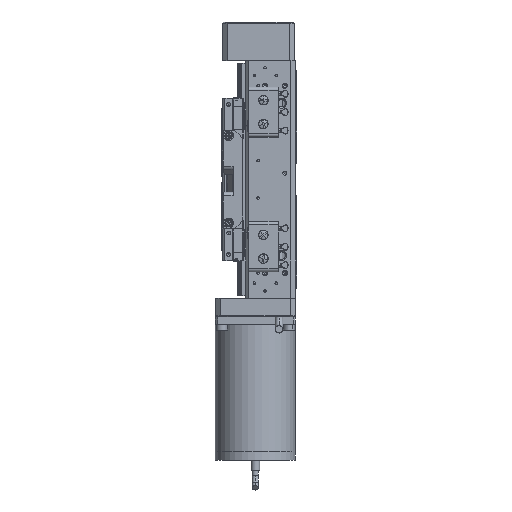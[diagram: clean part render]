
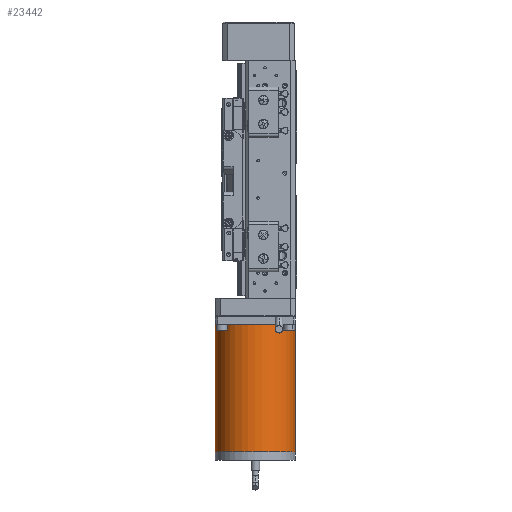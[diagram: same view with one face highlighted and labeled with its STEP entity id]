
A CAD part, left-side view. The second image highlights one B-rep face of the part: STEP entity #23442.
In plain terms, the highlighted cylindrical face has radius 16 mm (diameter 32 mm), a partial arc.
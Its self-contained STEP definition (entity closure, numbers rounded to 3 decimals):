
#260 = AXIS2_PLACEMENT_3D ( 'NONE', #38241, #52230, #43638 ) ;
#3132 = VERTEX_POINT ( 'NONE', #50105 ) ;
#3737 = VERTEX_POINT ( 'NONE', #10405 ) ;
#6170 = CARTESIAN_POINT ( 'NONE',  ( 0., 16., -3. ) ) ;
#8148 = CYLINDRICAL_SURFACE ( 'NONE', #260, 16. ) ;
#8561 = DIRECTION ( 'NONE',  ( 1., 0., 0. ) ) ;
#10405 = CARTESIAN_POINT ( 'NONE',  ( 16., 0., -53.99 ) ) ;
#11311 = CARTESIAN_POINT ( 'NONE',  ( 16., 0., -3. ) ) ;
#11690 = DIRECTION ( 'NONE',  ( 1., 0., 0. ) ) ;
#11714 = ORIENTED_EDGE ( 'NONE', *, *, #35074, .T. ) ;
#11977 = CARTESIAN_POINT ( 'NONE',  ( 16., 0., 31.525 ) ) ;
#14428 = VERTEX_POINT ( 'NONE', #6170 ) ;
#17410 = VERTEX_POINT ( 'NONE', #30661 ) ;
#18559 = EDGE_CURVE ( 'NONE', #14428, #20318, #45129, .T. ) ;
#20275 = DIRECTION ( 'NONE',  ( 0., 0., -1. ) ) ;
#20318 = VERTEX_POINT ( 'NONE', #11311 ) ;
#23442 = ADVANCED_FACE ( 'NONE', ( #34798 ), #8148, .T. ) ;
#24750 = CIRCLE ( 'NONE', #39402, 16. ) ;
#24907 = CARTESIAN_POINT ( 'NONE',  ( 0., 0., -3. ) ) ;
#26064 = EDGE_CURVE ( 'NONE', #3737, #20318, #38331, .T. ) ;
#27273 = EDGE_LOOP ( 'NONE', ( #11714, #37754, #28618, #28777, #49327 ) ) ;
#28618 = ORIENTED_EDGE ( 'NONE', *, *, #50044, .T. ) ;
#28777 = ORIENTED_EDGE ( 'NONE', *, *, #18559, .T. ) ;
#29765 = CARTESIAN_POINT ( 'NONE',  ( 0., 0., -53.99 ) ) ;
#30661 = CARTESIAN_POINT ( 'NONE',  ( -16., 0., -3. ) ) ;
#31979 = DIRECTION ( 'NONE',  ( 0., 0., 1. ) ) ;
#33178 = DIRECTION ( 'NONE',  ( 0., 0., 1. ) ) ;
#34335 = DIRECTION ( 'NONE',  ( 1., 0., 0. ) ) ;
#34798 = FACE_OUTER_BOUND ( 'NONE', #27273, .T. ) ;
#35074 = EDGE_CURVE ( 'NONE', #3737, #3132, #50928, .T. ) ;
#35161 = AXIS2_PLACEMENT_3D ( 'NONE', #24907, #42363, #8561 ) ;
#35770 = VECTOR ( 'NONE', #31979, 1000. ) ;
#37754 = ORIENTED_EDGE ( 'NONE', *, *, #48914, .T. ) ;
#38241 = CARTESIAN_POINT ( 'NONE',  ( 0., 0., 31.525 ) ) ;
#38331 = LINE ( 'NONE', #11977, #49410 ) ;
#39402 = AXIS2_PLACEMENT_3D ( 'NONE', #47153, #20275, #11690 ) ;
#42363 = DIRECTION ( 'NONE',  ( 0., 0., -1. ) ) ;
#43212 = CARTESIAN_POINT ( 'NONE',  ( -16., 0., 31.525 ) ) ;
#43638 = DIRECTION ( 'NONE',  ( 1., 0., 0. ) ) ;
#45129 = CIRCLE ( 'NONE', #35161, 16. ) ;
#46612 = DIRECTION ( 'NONE',  ( 0., 0., 1. ) ) ;
#47153 = CARTESIAN_POINT ( 'NONE',  ( 0., 0., -3. ) ) ;
#48189 = AXIS2_PLACEMENT_3D ( 'NONE', #29765, #46612, #34335 ) ;
#48914 = EDGE_CURVE ( 'NONE', #3132, #17410, #53722, .T. ) ;
#49327 = ORIENTED_EDGE ( 'NONE', *, *, #26064, .F. ) ;
#49410 = VECTOR ( 'NONE', #33178, 1000. ) ;
#50044 = EDGE_CURVE ( 'NONE', #17410, #14428, #24750, .T. ) ;
#50105 = CARTESIAN_POINT ( 'NONE',  ( -16., 0., -53.99 ) ) ;
#50928 = CIRCLE ( 'NONE', #48189, 16. ) ;
#52230 = DIRECTION ( 'NONE',  ( 0., 0., 1. ) ) ;
#53722 = LINE ( 'NONE', #43212, #35770 ) ;
